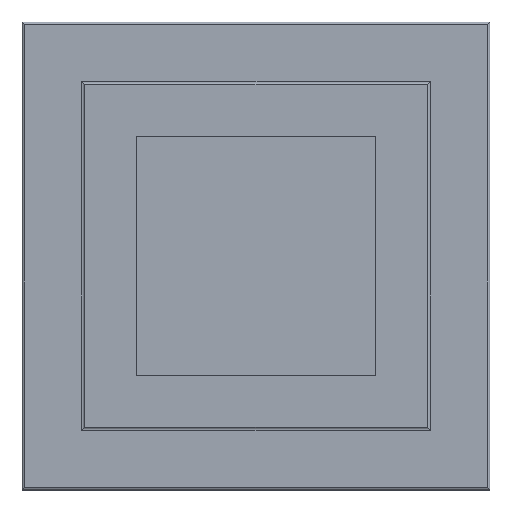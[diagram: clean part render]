
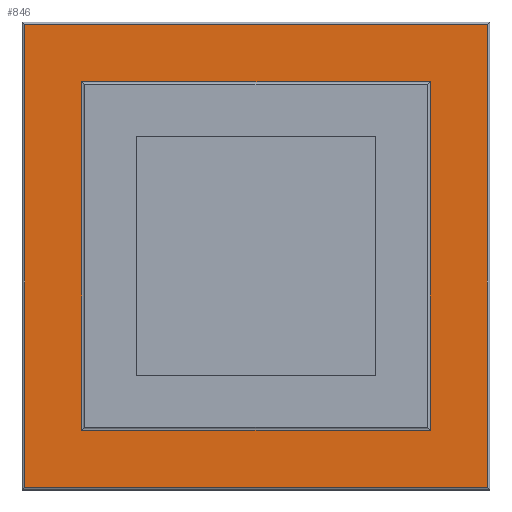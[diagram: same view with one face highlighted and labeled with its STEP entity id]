
A CAD part, top view. The second image highlights one B-rep face of the part: STEP entity #846.
In plain terms, the highlighted planar face has unit normal (0, 0, 1).
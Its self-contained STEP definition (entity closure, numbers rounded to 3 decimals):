
#76=ORIENTED_EDGE('',*,*,#306,.T.);
#77=ORIENTED_EDGE('',*,*,#307,.T.);
#78=ORIENTED_EDGE('',*,*,#308,.T.);
#79=ORIENTED_EDGE('',*,*,#309,.T.);
#80=ORIENTED_EDGE('',*,*,#310,.T.);
#81=ORIENTED_EDGE('',*,*,#311,.T.);
#82=ORIENTED_EDGE('',*,*,#312,.T.);
#83=ORIENTED_EDGE('',*,*,#313,.T.);
#306=EDGE_CURVE('',#420,#421,#502,.T.);
#307=EDGE_CURVE('',#421,#422,#503,.T.);
#308=EDGE_CURVE('',#422,#423,#504,.T.);
#309=EDGE_CURVE('',#423,#420,#505,.T.);
#310=EDGE_CURVE('',#424,#425,#506,.F.);
#311=EDGE_CURVE('',#425,#426,#507,.F.);
#312=EDGE_CURVE('',#426,#427,#508,.F.);
#313=EDGE_CURVE('',#427,#424,#509,.F.);
#420=VERTEX_POINT('',#1242);
#421=VERTEX_POINT('',#1243);
#422=VERTEX_POINT('',#1245);
#423=VERTEX_POINT('',#1247);
#424=VERTEX_POINT('',#1250);
#425=VERTEX_POINT('',#1251);
#426=VERTEX_POINT('',#1253);
#427=VERTEX_POINT('',#1255);
#502=LINE('',#1241,#614);
#503=LINE('',#1244,#615);
#504=LINE('',#1246,#616);
#505=LINE('',#1248,#617);
#506=LINE('',#1249,#618);
#507=LINE('',#1252,#619);
#508=LINE('',#1254,#620);
#509=LINE('',#1256,#621);
#614=VECTOR('',#1002,1000.);
#615=VECTOR('',#1003,1000.);
#616=VECTOR('',#1004,1000.);
#617=VECTOR('',#1005,1000.);
#618=VECTOR('',#1006,1000.);
#619=VECTOR('',#1007,1000.);
#620=VECTOR('',#1008,1000.);
#621=VECTOR('',#1009,1000.);
#704=EDGE_LOOP('',(#76,#77,#78,#79));
#705=EDGE_LOOP('',(#80,#81,#82,#83));
#756=FACE_BOUND('',#704,.T.);
#757=FACE_BOUND('',#705,.T.);
#807=PLANE('',#906);
#846=ADVANCED_FACE('',(#756,#757),#807,.T.);
#906=AXIS2_PLACEMENT_3D('',#1240,#1000,#1001);
#1000=DIRECTION('',(0.,0.,1.));
#1001=DIRECTION('',(1.,0.,0.));
#1002=DIRECTION('',(0.,-1.,0.));
#1003=DIRECTION('',(1.,0.,0.));
#1004=DIRECTION('',(0.,1.,0.));
#1005=DIRECTION('',(-1.,0.,0.));
#1006=DIRECTION('',(-1.,0.,0.));
#1007=DIRECTION('',(0.,1.,0.));
#1008=DIRECTION('',(1.,0.,0.));
#1009=DIRECTION('',(0.,-1.,0.));
#1240=CARTESIAN_POINT('',(0.,0.,5.));
#1241=CARTESIAN_POINT('',(-81.,-82.,5.));
#1242=CARTESIAN_POINT('',(-81.,81.,5.));
#1243=CARTESIAN_POINT('',(-81.,-81.,5.));
#1244=CARTESIAN_POINT('',(82.,-81.,5.));
#1245=CARTESIAN_POINT('',(81.,-81.,5.));
#1246=CARTESIAN_POINT('',(81.,82.,5.));
#1247=CARTESIAN_POINT('',(81.,81.,5.));
#1248=CARTESIAN_POINT('',(-82.,81.,5.));
#1249=CARTESIAN_POINT('',(0.,61.,5.));
#1250=CARTESIAN_POINT('',(-61.,61.,5.));
#1251=CARTESIAN_POINT('',(61.,61.,5.));
#1252=CARTESIAN_POINT('',(61.,0.,5.));
#1253=CARTESIAN_POINT('',(61.,-61.,5.));
#1254=CARTESIAN_POINT('',(0.,-61.,5.));
#1255=CARTESIAN_POINT('',(-61.,-61.,5.));
#1256=CARTESIAN_POINT('',(-61.,0.,5.));
